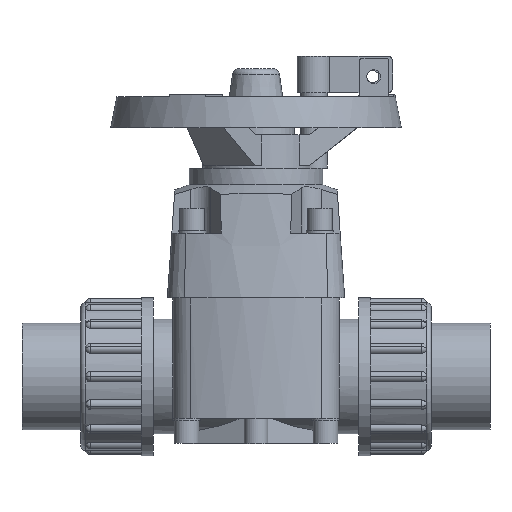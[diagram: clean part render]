
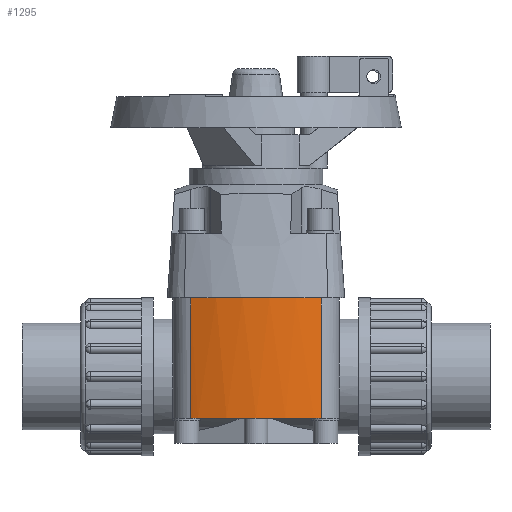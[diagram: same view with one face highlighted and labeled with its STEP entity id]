
A CAD part, front view. The second image highlights one B-rep face of the part: STEP entity #1295.
In plain terms, the highlighted cylindrical face has radius 85.8 mm (diameter 171.6 mm), a partial arc.
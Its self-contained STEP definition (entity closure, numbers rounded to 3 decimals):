
#1295=ADVANCED_FACE('',(#2654),#2655,.T.);
#2654=FACE_OUTER_BOUND('',#4044,.T.);
#2655=CYLINDRICAL_SURFACE('',#4045,85.8);
#4044=EDGE_LOOP('',(#7897,#7898,#7899,#7900,#7901,#7902));
#4045=AXIS2_PLACEMENT_3D('',#7903,#7904,#7905);
#7897=ORIENTED_EDGE('',*,*,#9456,.T.);
#7898=ORIENTED_EDGE('',*,*,#9690,.T.);
#7899=ORIENTED_EDGE('',*,*,#9431,.T.);
#7900=ORIENTED_EDGE('',*,*,#9647,.F.);
#7901=ORIENTED_EDGE('',*,*,#9469,.T.);
#7902=ORIENTED_EDGE('',*,*,#9688,.T.);
#7903=CARTESIAN_POINT('',(0.0,42.9,36.775));
#7904=DIRECTION('',(0.0,0.0,-1.0));
#7905=DIRECTION('',(0.357,-0.934,0.0));
#9431=EDGE_CURVE('',#10164,#11642,#11643,.T.);
#9456=EDGE_CURVE('',#11670,#10124,#11672,.T.);
#9469=EDGE_CURVE('',#11696,#11694,#11697,.T.);
#9647=EDGE_CURVE('',#11696,#11642,#11913,.T.);
#9688=EDGE_CURVE('',#11694,#11670,#11963,.T.);
#9690=EDGE_CURVE('',#10124,#10164,#11965,.T.);
#10124=VERTEX_POINT('',#12669);
#10164=VERTEX_POINT('',#12717);
#11642=VERTEX_POINT('',#15595);
#11643=CIRCLE('',#15596,85.8);
#11670=VERTEX_POINT('',#15623);
#11672=CIRCLE('',#15625,85.8);
#11694=VERTEX_POINT('',#15650);
#11696=VERTEX_POINT('',#15652);
#11697=CIRCLE('',#15653,85.8);
#11913=LINE('',#16073,#16074);
#11963=LINE('',#16156,#16157);
#11965=CIRCLE('',#16159,85.8);
#12669=CARTESIAN_POINT('',(-27.182,-38.48,-19.593));
#12717=CARTESIAN_POINT('',(27.182,-38.48,-19.593));
#15595=CARTESIAN_POINT('',(30.643,-37.241,-19.593));
#15596=AXIS2_PLACEMENT_3D('',#18151,#18152,#18153);
#15623=CARTESIAN_POINT('',(-30.643,-37.241,-19.593));
#15625=AXIS2_PLACEMENT_3D('',#18196,#18197,#18198);
#15650=CARTESIAN_POINT('',(-30.643,-37.241,36.775));
#15652=CARTESIAN_POINT('',(30.643,-37.241,36.775));
#15653=AXIS2_PLACEMENT_3D('',#18223,#18224,#18225);
#16073=CARTESIAN_POINT('',(30.643,-37.241,36.775));
#16074=VECTOR('',#18437,1.0);
#16156=CARTESIAN_POINT('',(-30.643,-37.241,36.775));
#16157=VECTOR('',#18489,1.0);
#16159=AXIS2_PLACEMENT_3D('',#18490,#18491,#18492);
#18151=CARTESIAN_POINT('',(0.0,42.9,-19.593));
#18152=DIRECTION('',(-0.0,0.0,1.0));
#18153=DIRECTION('',(0.357,-0.934,0.0));
#18196=CARTESIAN_POINT('',(0.0,42.9,-19.593));
#18197=DIRECTION('',(-0.0,0.0,1.0));
#18198=DIRECTION('',(0.357,-0.934,0.0));
#18223=CARTESIAN_POINT('',(0.0,42.9,36.775));
#18224=DIRECTION('',(0.0,0.0,-1.0));
#18225=DIRECTION('',(0.357,-0.934,0.0));
#18437=DIRECTION('',(0.0,0.0,-1.0));
#18489=DIRECTION('',(0.0,0.0,-1.0));
#18490=CARTESIAN_POINT('',(0.0,42.9,-19.593));
#18491=DIRECTION('',(-0.0,0.0,1.0));
#18492=DIRECTION('',(0.357,-0.934,0.0));
